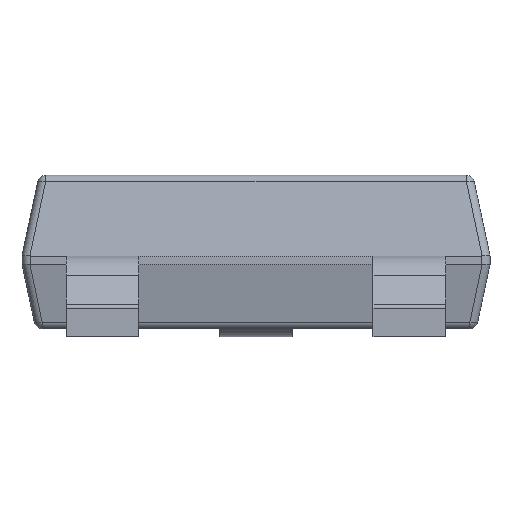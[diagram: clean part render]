
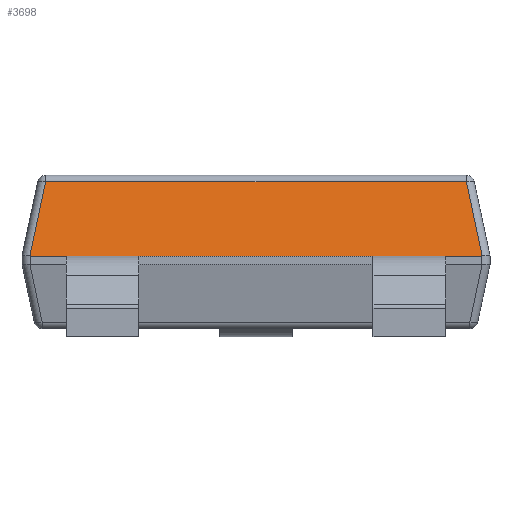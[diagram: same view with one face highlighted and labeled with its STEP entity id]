
A CAD part, left-side view. The second image highlights one B-rep face of the part: STEP entity #3698.
In plain terms, the highlighted planar face has unit normal (-0.978, 0, 0.208).
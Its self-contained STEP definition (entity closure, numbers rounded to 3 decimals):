
#14=ELLIPSE('',#3881,0.24,0.05);
#31=ELLIPSE('',#3900,0.24,0.05);
#276=FACE_OUTER_BOUND('',#477,.T.);
#477=EDGE_LOOP('',(#2956,#2957,#2958,#2959,#2960,#2961,#2962,#2963,#2964,
#2965));
#834=LINE('',#5692,#1269);
#836=LINE('',#5695,#1271);
#846=LINE('',#5732,#1281);
#863=LINE('',#5759,#1298);
#866=LINE('',#5765,#1301);
#867=LINE('',#5767,#1302);
#868=LINE('',#5769,#1303);
#869=LINE('',#5770,#1304);
#1269=VECTOR('',#4644,2.606);
#1271=VECTOR('',#4648,0.481);
#1281=VECTOR('',#4692,0.481);
#1298=VECTOR('',#4727,0.225);
#1301=VECTOR('',#4732,0.225);
#1302=VECTOR('',#4733,0.45);
#1303=VECTOR('',#4734,1.45);
#1304=VECTOR('',#4735,0.45);
#1614=VERTEX_POINT('',#5624);
#1615=VERTEX_POINT('',#5626);
#1629=VERTEX_POINT('',#5657);
#1636=VERTEX_POINT('',#5670);
#1637=VERTEX_POINT('',#5674);
#1642=VERTEX_POINT('',#5688);
#1653=VERTEX_POINT('',#5758);
#1655=VERTEX_POINT('',#5764);
#1656=VERTEX_POINT('',#5766);
#1657=VERTEX_POINT('',#5768);
#2043=EDGE_CURVE('',#1614,#1615,#14,.T.);
#2065=EDGE_CURVE('',#1636,#1629,#31,.T.);
#2075=EDGE_CURVE('',#1637,#1642,#834,.T.);
#2077=EDGE_CURVE('',#1642,#1636,#836,.T.);
#2096=EDGE_CURVE('',#1615,#1637,#846,.T.);
#2113=EDGE_CURVE('',#1653,#1629,#863,.T.);
#2116=EDGE_CURVE('',#1614,#1655,#866,.T.);
#2117=EDGE_CURVE('',#1656,#1655,#867,.T.);
#2118=EDGE_CURVE('',#1656,#1657,#868,.T.);
#2119=EDGE_CURVE('',#1653,#1657,#869,.T.);
#2956=ORIENTED_EDGE('',*,*,#2065,.F.);
#2957=ORIENTED_EDGE('',*,*,#2077,.F.);
#2958=ORIENTED_EDGE('',*,*,#2075,.F.);
#2959=ORIENTED_EDGE('',*,*,#2096,.F.);
#2960=ORIENTED_EDGE('',*,*,#2043,.F.);
#2961=ORIENTED_EDGE('',*,*,#2116,.T.);
#2962=ORIENTED_EDGE('',*,*,#2117,.F.);
#2963=ORIENTED_EDGE('',*,*,#2118,.T.);
#2964=ORIENTED_EDGE('',*,*,#2119,.F.);
#2965=ORIENTED_EDGE('',*,*,#2113,.T.);
#3366=PLANE('',#3941);
#3698=ADVANCED_FACE('',(#276),#3366,.T.);
#3881=AXIS2_PLACEMENT_3D('',#5627,#4573,#4574);
#3900=AXIS2_PLACEMENT_3D('',#5672,#4616,#4617);
#3941=AXIS2_PLACEMENT_3D('',#5763,#4730,#4731);
#4573=DIRECTION('center_axis',(0.978,0.,-0.208));
#4574=DIRECTION('ref_axis',(-0.208,0.,-0.978));
#4616=DIRECTION('center_axis',(0.978,0.,-0.208));
#4617=DIRECTION('ref_axis',(-0.208,0.,-0.978));
#4644=DIRECTION('',(0.,-1.,0.));
#4648=DIRECTION('',(-0.204,-0.204,-0.958));
#4692=DIRECTION('',(0.204,-0.204,0.958));
#4727=DIRECTION('',(0.,-1.,0.));
#4730=DIRECTION('center_axis',(-0.978,0.,0.208));
#4731=DIRECTION('ref_axis',(0.208,0.,0.978));
#4732=DIRECTION('',(0.,-1.,0.));
#4733=DIRECTION('',(0.,1.,0.));
#4734=DIRECTION('',(0.,-1.,0.));
#4735=DIRECTION('',(0.,1.,0.));
#5624=CARTESIAN_POINT('',(-0.625,1.4,0.5));
#5626=CARTESIAN_POINT('',(-0.625,1.401,0.5));
#5627=CARTESIAN_POINT('Origin',(-0.575,1.4,0.735));
#5657=CARTESIAN_POINT('',(-0.625,-1.4,0.5));
#5670=CARTESIAN_POINT('',(-0.625,-1.401,0.5));
#5672=CARTESIAN_POINT('Origin',(-0.575,-1.4,0.735));
#5674=CARTESIAN_POINT('',(-0.527,1.303,0.96));
#5688=CARTESIAN_POINT('',(-0.527,-1.303,0.96));
#5692=CARTESIAN_POINT('',(-0.527,0.,0.96));
#5695=CARTESIAN_POINT('',(-0.54,-1.316,0.902));
#5732=CARTESIAN_POINT('',(-0.54,1.316,0.902));
#5758=CARTESIAN_POINT('',(-0.625,-1.175,0.5));
#5759=CARTESIAN_POINT('',(-0.625,0.,0.5));
#5763=CARTESIAN_POINT('Origin',(-0.572,0.,0.75));
#5764=CARTESIAN_POINT('',(-0.625,1.175,0.5));
#5765=CARTESIAN_POINT('',(-0.625,0.,0.5));
#5766=CARTESIAN_POINT('',(-0.625,0.725,0.5));
#5767=CARTESIAN_POINT('',(-0.625,0.,0.5));
#5768=CARTESIAN_POINT('',(-0.625,-0.725,0.5));
#5769=CARTESIAN_POINT('',(-0.625,0.,0.5));
#5770=CARTESIAN_POINT('',(-0.625,0.,0.5));
